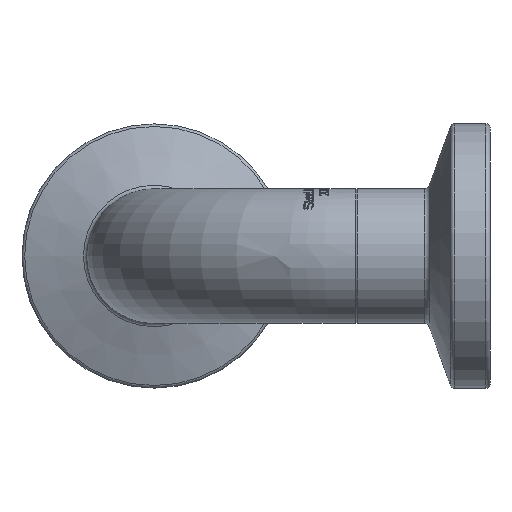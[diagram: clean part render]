
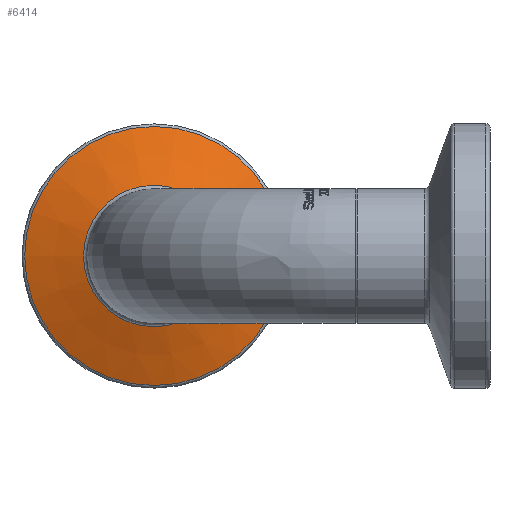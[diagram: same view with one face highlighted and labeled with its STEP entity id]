
A CAD part, left-side view. The second image highlights one B-rep face of the part: STEP entity #6414.
In plain terms, the highlighted conical face has half-angle 70 degrees and reference radius 9.423 mm.
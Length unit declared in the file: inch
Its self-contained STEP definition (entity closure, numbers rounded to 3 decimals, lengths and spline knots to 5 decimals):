
#15=CONICAL_SURFACE('',#6637,0.371,70.);
#52=CIRCLE('',#6636,0.48213);
#53=CIRCLE('',#6638,0.26316);
#119=FACE_BOUND('',#1836,.T.);
#1409=FACE_OUTER_BOUND('',#1835,.T.);
#1835=EDGE_LOOP('',(#5931));
#1836=EDGE_LOOP('',(#5932));
#3103=VERTEX_POINT('',#14591);
#3104=VERTEX_POINT('',#14594);
#4052=EDGE_CURVE('',#3103,#3103,#52,.T.);
#4053=EDGE_CURVE('',#3104,#3104,#53,.T.);
#5931=ORIENTED_EDGE('',*,*,#4053,.F.);
#5932=ORIENTED_EDGE('',*,*,#4052,.F.);
#6414=ADVANCED_FACE('',(#1409,#119),#15,.T.);
#6636=AXIS2_PLACEMENT_3D('',#14592,#7377,#7378);
#6637=AXIS2_PLACEMENT_3D('',#14593,#7379,#7380);
#6638=AXIS2_PLACEMENT_3D('',#14595,#7381,#7382);
#7377=DIRECTION('center_axis',(1.,0.,0.));
#7378=DIRECTION('ref_axis',(0.,-1.,0.));
#7379=DIRECTION('center_axis',(1.,0.,0.));
#7380=DIRECTION('ref_axis',(0.,1.,0.));
#7381=DIRECTION('center_axis',(-1.,0.,0.));
#7382=DIRECTION('ref_axis',(0.,-1.,0.));
#14591=CARTESIAN_POINT('',(1.10341,1.23213,0.));
#14592=CARTESIAN_POINT('Origin',(1.10341,0.75,0.));
#14593=CARTESIAN_POINT('Origin',(1.06296,0.75,0.));
#14594=CARTESIAN_POINT('',(1.02371,1.01316,0.));
#14595=CARTESIAN_POINT('Origin',(1.02371,0.75,0.));
